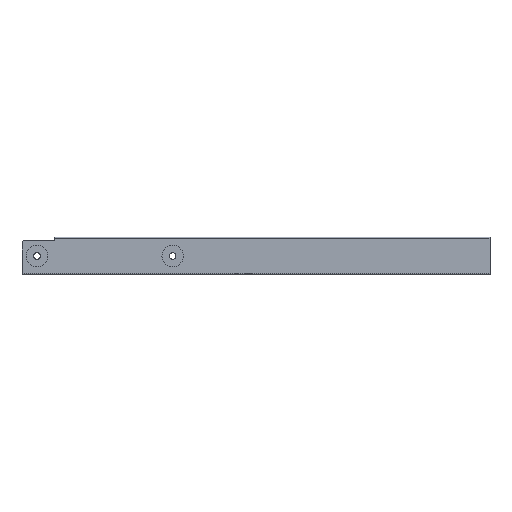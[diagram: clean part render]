
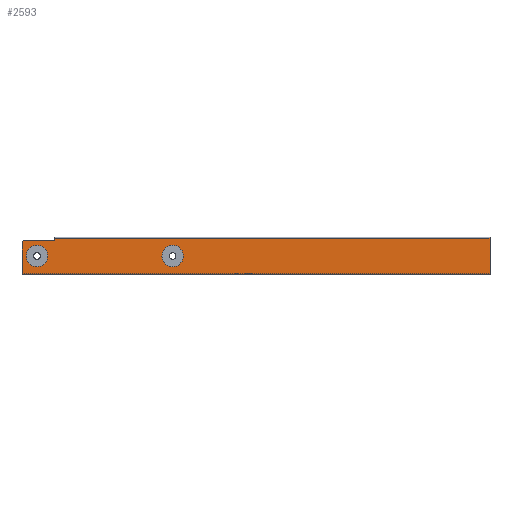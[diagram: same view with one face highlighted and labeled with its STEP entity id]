
A CAD part, front view. The second image highlights one B-rep face of the part: STEP entity #2593.
In plain terms, the highlighted planar face has unit normal (0, -1, 0).
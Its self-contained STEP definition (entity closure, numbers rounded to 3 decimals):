
#5=DIRECTION('',(0.,0.,-1.));
#6=VECTOR('',#5,32.);
#7=CARTESIAN_POINT('',(0.,-68.5,-7.));
#8=LINE('',#7,#6);
#142=CARTESIAN_POINT('',(16.,-68.5,-20.));
#143=DIRECTION('',(0.,-1.,0.));
#144=DIRECTION('',(1.,0.,0.));
#145=AXIS2_PLACEMENT_3D('',#142,#143,#144);
#147=CARTESIAN_POINT('',(16.,-68.5,-20.));
#148=DIRECTION('',(0.,-1.,0.));
#149=DIRECTION('',(-1.,0.,0.));
#150=AXIS2_PLACEMENT_3D('',#147,#148,#149);
#152=CARTESIAN_POINT('',(161.,-68.5,-20.));
#153=DIRECTION('',(0.,-1.,0.));
#154=DIRECTION('',(1.,0.,0.));
#155=AXIS2_PLACEMENT_3D('',#152,#153,#154);
#157=CARTESIAN_POINT('',(161.,-68.5,-20.));
#158=DIRECTION('',(0.,-1.,0.));
#159=DIRECTION('',(-1.,0.,0.));
#160=AXIS2_PLACEMENT_3D('',#157,#158,#159);
#162=CARTESIAN_POINT('',(4.,-68.5,-7.));
#163=DIRECTION('',(0.,-1.,0.));
#164=DIRECTION('',(0.,0.,1.));
#165=AXIS2_PLACEMENT_3D('',#162,#163,#164);
#167=DIRECTION('',(1.,0.,0.));
#168=VECTOR('',#167,31.);
#169=CARTESIAN_POINT('',(4.,-68.5,-3.));
#170=LINE('',#169,#168);
#171=DIRECTION('',(0.,0.,-1.));
#172=VECTOR('',#171,2.);
#173=CARTESIAN_POINT('',(35.,-68.5,-1.));
#174=LINE('',#173,#172);
#175=DIRECTION('',(1.,0.,0.));
#176=VECTOR('',#175,465.);
#177=CARTESIAN_POINT('',(35.,-68.5,-1.));
#178=LINE('',#177,#176);
#904=DIRECTION('',(0.,0.,-1.));
#905=VECTOR('',#904,38.);
#906=CARTESIAN_POINT('',(500.,-68.5,-1.));
#907=LINE('',#906,#905);
#1409=DIRECTION('',(1.,0.,0.));
#1410=VECTOR('',#1409,500.);
#1411=CARTESIAN_POINT('',(0.,-68.5,-39.));
#1412=LINE('',#1411,#1410);
#1869=CARTESIAN_POINT('',(0.,-68.5,-39.));
#1871=VERTEX_POINT('',#1869);
#1905=CARTESIAN_POINT('',(500.,-68.5,-1.));
#1906=VERTEX_POINT('',#1905);
#1907=CARTESIAN_POINT('',(500.,-68.5,-39.));
#1908=VERTEX_POINT('',#1907);
#2189=CARTESIAN_POINT('',(35.,-68.5,-1.));
#2190=VERTEX_POINT('',#2189);
#2191=CARTESIAN_POINT('',(35.,-68.5,-3.));
#2192=VERTEX_POINT('',#2191);
#2221=CARTESIAN_POINT('',(27.5,-68.5,-20.));
#2222=CARTESIAN_POINT('',(4.5,-68.5,-20.));
#2223=VERTEX_POINT('',#2221);
#2224=VERTEX_POINT('',#2222);
#2225=CARTESIAN_POINT('',(172.5,-68.5,-20.));
#2226=CARTESIAN_POINT('',(149.5,-68.5,-20.));
#2227=VERTEX_POINT('',#2225);
#2228=VERTEX_POINT('',#2226);
#2305=CARTESIAN_POINT('',(4.,-68.5,-3.));
#2306=VERTEX_POINT('',#2305);
#2307=CARTESIAN_POINT('',(0.,-68.5,-7.));
#2308=VERTEX_POINT('',#2307);
#2563=CARTESIAN_POINT('',(0.,-68.5,-1.));
#2564=DIRECTION('',(0.,-1.,0.));
#2565=DIRECTION('',(0.,0.,-1.));
#2566=AXIS2_PLACEMENT_3D('',#2563,#2564,#2565);
#2567=PLANE('',#2566);
#2568=ORIENTED_EDGE('',*,*,#2510,.F.);
#2570=ORIENTED_EDGE('',*,*,#2569,.T.);
#2572=ORIENTED_EDGE('',*,*,#2571,.F.);
#2574=ORIENTED_EDGE('',*,*,#2573,.T.);
#2576=ORIENTED_EDGE('',*,*,#2575,.T.);
#2578=ORIENTED_EDGE('',*,*,#2577,.F.);
#2579=ORIENTED_EDGE('',*,*,#2436,.F.);
#2580=EDGE_LOOP('',(#2568,#2570,#2572,#2574,#2576,#2578,#2579));
#2581=FACE_OUTER_BOUND('',#2580,.F.);
#2583=ORIENTED_EDGE('',*,*,#2582,.T.);
#2585=ORIENTED_EDGE('',*,*,#2584,.T.);
#2586=EDGE_LOOP('',(#2583,#2585));
#2587=FACE_BOUND('',#2586,.F.);
#2588=ORIENTED_EDGE('',*,*,#2553,.T.);
#2590=ORIENTED_EDGE('',*,*,#2589,.T.);
#2591=EDGE_LOOP('',(#2588,#2590));
#2592=FACE_BOUND('',#2591,.F.);
#2593=ADVANCED_FACE('',(#2581,#2587,#2592),#2567,.T.);
#146=CIRCLE('',#145,11.5);
#151=CIRCLE('',#150,11.5);
#156=CIRCLE('',#155,11.5);
#161=CIRCLE('',#160,11.5);
#166=CIRCLE('',#165,4.);
#2436=EDGE_CURVE('',#2308,#1871,#8,.T.);
#2510=EDGE_CURVE('',#2306,#2308,#166,.T.);
#2553=EDGE_CURVE('',#2223,#2224,#146,.T.);
#2569=EDGE_CURVE('',#2306,#2192,#170,.T.);
#2571=EDGE_CURVE('',#2190,#2192,#174,.T.);
#2573=EDGE_CURVE('',#2190,#1906,#178,.T.);
#2575=EDGE_CURVE('',#1906,#1908,#907,.T.);
#2577=EDGE_CURVE('',#1871,#1908,#1412,.T.);
#2582=EDGE_CURVE('',#2227,#2228,#156,.T.);
#2584=EDGE_CURVE('',#2228,#2227,#161,.T.);
#2589=EDGE_CURVE('',#2224,#2223,#151,.T.);
